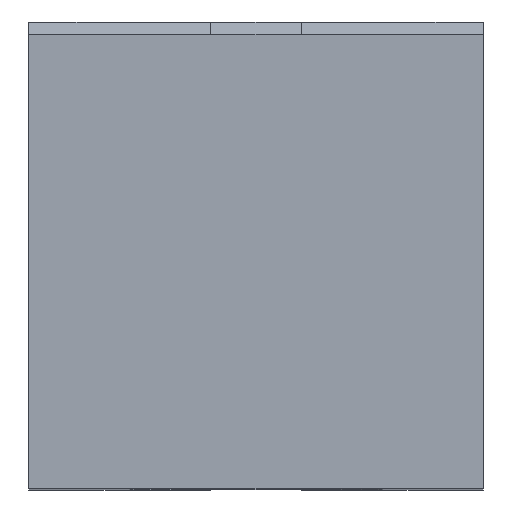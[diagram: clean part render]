
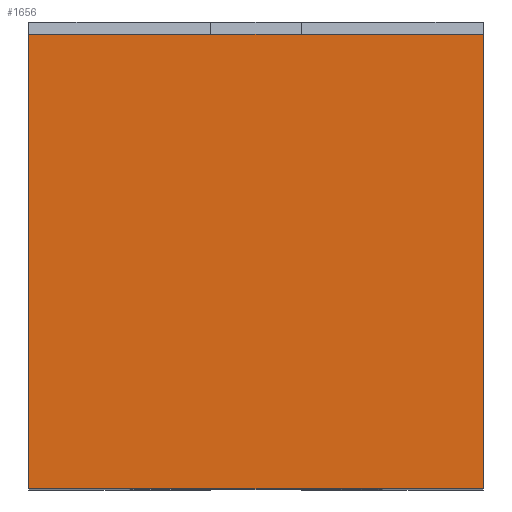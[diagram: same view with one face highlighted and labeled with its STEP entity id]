
A CAD part, top view. The second image highlights one B-rep face of the part: STEP entity #1656.
In plain terms, the highlighted planar face has unit normal (0, 0, 1).
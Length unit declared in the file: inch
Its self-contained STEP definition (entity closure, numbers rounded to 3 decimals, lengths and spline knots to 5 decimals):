
#114=DIRECTION('',(0.,-1.,0.));
#115=VECTOR('',#114,1.97);
#116=CARTESIAN_POINT('',(-0.985,1.97,0.));
#117=LINE('',#116,#115);
#143=DIRECTION('',(1.,0.,0.));
#144=VECTOR('',#143,1.97);
#145=CARTESIAN_POINT('',(-0.985,1.97,0.));
#146=LINE('',#145,#144);
#360=DIRECTION('',(1.,0.,0.));
#361=VECTOR('',#360,1.97);
#362=CARTESIAN_POINT('',(-0.985,0.,0.));
#363=LINE('',#362,#361);
#625=DIRECTION('',(0.,-1.,0.));
#626=VECTOR('',#625,1.97);
#627=CARTESIAN_POINT('',(0.985,1.97,0.));
#628=LINE('',#627,#626);
#1415=CARTESIAN_POINT('',(-0.985,1.97,0.));
#1416=CARTESIAN_POINT('',(-0.985,0.,0.));
#1417=VERTEX_POINT('',#1415);
#1418=VERTEX_POINT('',#1416);
#1423=CARTESIAN_POINT('',(0.985,1.97,0.));
#1424=CARTESIAN_POINT('',(0.985,0.,0.));
#1425=VERTEX_POINT('',#1423);
#1426=VERTEX_POINT('',#1424);
#1642=CARTESIAN_POINT('',(-0.985,1.97,0.));
#1643=DIRECTION('',(0.,0.,1.));
#1644=DIRECTION('',(0.,-1.,0.));
#1645=AXIS2_PLACEMENT_3D('',#1642,#1643,#1644);
#1646=PLANE('',#1645);
#1647=ORIENTED_EDGE('',*,*,#1631,.F.);
#1649=ORIENTED_EDGE('',*,*,#1648,.T.);
#1651=ORIENTED_EDGE('',*,*,#1650,.T.);
#1653=ORIENTED_EDGE('',*,*,#1652,.F.);
#1654=EDGE_LOOP('',(#1647,#1649,#1651,#1653));
#1655=FACE_OUTER_BOUND('',#1654,.F.);
#1656=ADVANCED_FACE('',(#1655),#1646,.T.);
#1631=EDGE_CURVE('',#1417,#1418,#117,.T.);
#1648=EDGE_CURVE('',#1417,#1425,#146,.T.);
#1650=EDGE_CURVE('',#1425,#1426,#628,.T.);
#1652=EDGE_CURVE('',#1418,#1426,#363,.T.);
